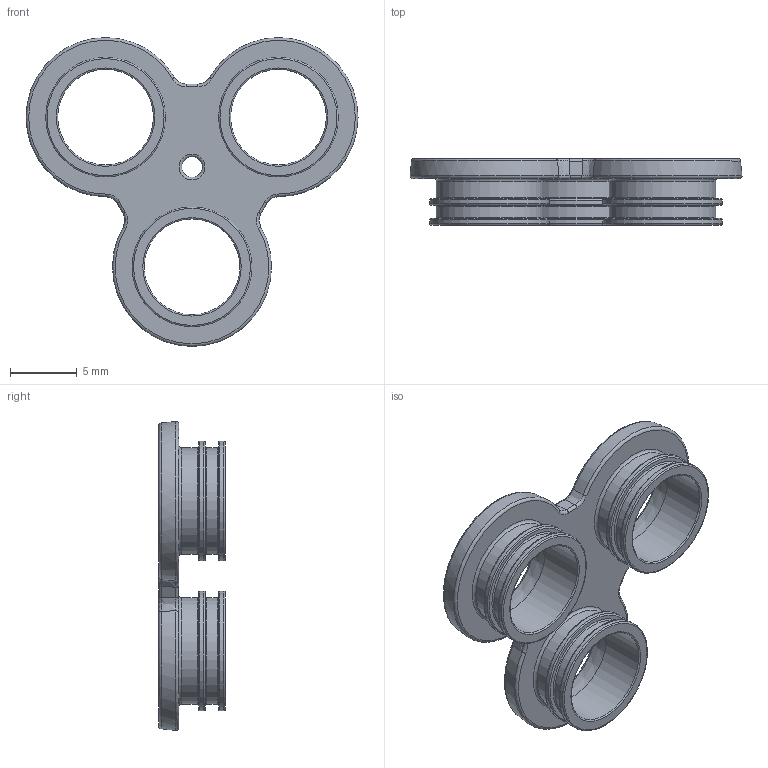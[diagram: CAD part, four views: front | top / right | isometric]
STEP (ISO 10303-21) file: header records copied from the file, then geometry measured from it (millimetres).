
FILE_DESCRIPTION(('FreeCAD Model'),'2;1');
FILE_NAME('Open CASCADE Shape Model','2025-01-08T10:21:04',('Author'),( ''),'Open CASCADE STEP processor 7.7','FreeCAD','Unknown');
FILE_SCHEMA(('AUTOMOTIVE_DESIGN { 1 0 10303 214 1 1 1 1 }'));
Length unit declared in the file: millimetre
Products named in the file (1): grommet v9
Bounding box: 24.96 x 5 x 23.22 mm (x, y, z)
Volume: 486.8 mm3; surface area: 1319.4 mm2
Topology: 1 solids, 1 shells, 101 faces, 234 edges, 147 vertices
Faces by surface type: torus 38, cylinder 21, bspline 18, plane 17, cone 7
Full cylindrical faces by diameter (mm): 7.2 x3, 8 x6, 9 x6
Entity records: 3343 total; most frequent: CARTESIAN_POINT 975, DIRECTION 533, ORIENTED_EDGE 468, AXIS2_PLACEMENT_3D 251, EDGE_CURVE 234, CIRCLE 167, VERTEX_POINT 147, FACE_BOUND 121
